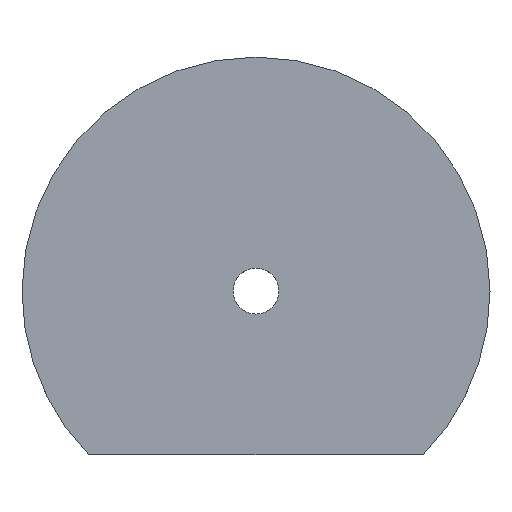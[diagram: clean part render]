
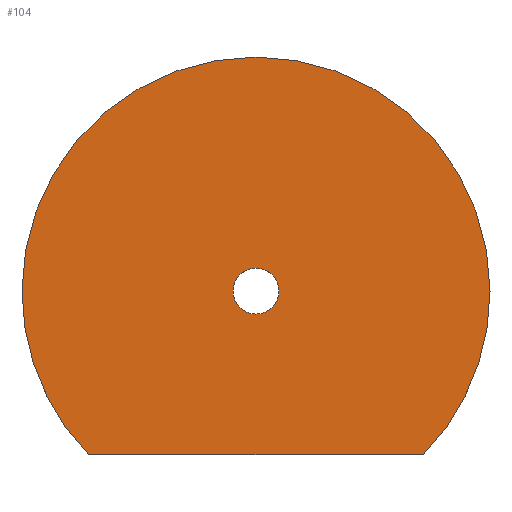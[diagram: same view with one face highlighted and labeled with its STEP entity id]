
A CAD part, top view. The second image highlights one B-rep face of the part: STEP entity #104.
In plain terms, the highlighted planar face has unit normal (0, 0, 1).
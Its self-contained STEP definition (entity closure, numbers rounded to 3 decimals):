
#15 = CIRCLE ( 'NONE', #53, 28. ) ;
#19 = CIRCLE ( 'NONE', #153, 2.75 ) ;
#30 = ORIENTED_EDGE ( 'NONE', *, *, #39, .F. ) ;
#39 = EDGE_CURVE ( 'NONE', #215, #93, #285, .T. ) ;
#40 = CIRCLE ( 'NONE', #62, 28. ) ;
#44 = EDGE_CURVE ( 'NONE', #114, #163, #157, .T. ) ;
#51 = CARTESIAN_POINT ( 'NONE',  ( 20., 19.596, 3. ) ) ;
#53 = AXIS2_PLACEMENT_3D ( 'NONE', #192, #131, #249 ) ;
#61 = DIRECTION ( 'NONE',  ( 1., 0., 0. ) ) ;
#62 = AXIS2_PLACEMENT_3D ( 'NONE', #202, #100, #61 ) ;
#80 = CARTESIAN_POINT ( 'NONE',  ( 20., 19.596, 3. ) ) ;
#91 = EDGE_CURVE ( 'NONE', #163, #99, #15, .T. ) ;
#93 = VERTEX_POINT ( 'NONE', #225 ) ;
#97 = CARTESIAN_POINT ( 'NONE',  ( 20., 19.596, 3. ) ) ;
#98 = CIRCLE ( 'NONE', #138, 28. ) ;
#99 = VERTEX_POINT ( 'NONE', #158 ) ;
#100 = DIRECTION ( 'NONE',  ( 0., 0., 1. ) ) ;
#104 = ADVANCED_FACE ( 'NONE', ( #191, #214 ), #154, .T. ) ;
#109 = ORIENTED_EDGE ( 'NONE', *, *, #91, .T. ) ;
#114 = VERTEX_POINT ( 'NONE', #186 ) ;
#131 = DIRECTION ( 'NONE',  ( 0., 0., 1. ) ) ;
#132 = DIRECTION ( 'NONE',  ( 1., 0., 0. ) ) ;
#138 = AXIS2_PLACEMENT_3D ( 'NONE', #97, #305, #302 ) ;
#153 = AXIS2_PLACEMENT_3D ( 'NONE', #80, #282, #235 ) ;
#154 = PLANE ( 'NONE',  #300 ) ;
#155 = DIRECTION ( 'NONE',  ( 1., 0., 0. ) ) ;
#157 = LINE ( 'NONE', #295, #291 ) ;
#158 = CARTESIAN_POINT ( 'NONE',  ( 48., 19.596, 3. ) ) ;
#163 = VERTEX_POINT ( 'NONE', #276 ) ;
#165 = CARTESIAN_POINT ( 'NONE',  ( -8., 19.596, 3. ) ) ;
#183 = CARTESIAN_POINT ( 'NONE',  ( 20., 19.596, 3. ) ) ;
#186 = CARTESIAN_POINT ( 'NONE',  ( 0., 0., 3. ) ) ;
#191 = FACE_BOUND ( 'NONE', #231, .T. ) ;
#192 = CARTESIAN_POINT ( 'NONE',  ( 20., 19.596, 3. ) ) ;
#202 = CARTESIAN_POINT ( 'NONE',  ( 20., 19.596, 3. ) ) ;
#214 = FACE_OUTER_BOUND ( 'NONE', #223, .T. ) ;
#215 = VERTEX_POINT ( 'NONE', #277 ) ;
#223 = EDGE_LOOP ( 'NONE', ( #109, #268, #299, #264 ) ) ;
#225 = CARTESIAN_POINT ( 'NONE',  ( 17.25, 19.596, 3. ) ) ;
#231 = EDGE_LOOP ( 'NONE', ( #30, #304 ) ) ;
#235 = DIRECTION ( 'NONE',  ( 1., 0., 0. ) ) ;
#245 = DIRECTION ( 'NONE',  ( 0., 0., 1. ) ) ;
#249 = DIRECTION ( 'NONE',  ( 1., 0., 0. ) ) ;
#251 = DIRECTION ( 'NONE',  ( 0., 0., 1. ) ) ;
#253 = VERTEX_POINT ( 'NONE', #165 ) ;
#264 = ORIENTED_EDGE ( 'NONE', *, *, #44, .T. ) ;
#265 = EDGE_CURVE ( 'NONE', #99, #253, #98, .T. ) ;
#268 = ORIENTED_EDGE ( 'NONE', *, *, #265, .T. ) ;
#272 = EDGE_CURVE ( 'NONE', #93, #215, #19, .T. ) ;
#276 = CARTESIAN_POINT ( 'NONE',  ( 40., 0., 3. ) ) ;
#277 = CARTESIAN_POINT ( 'NONE',  ( 22.75, 19.596, 3. ) ) ;
#282 = DIRECTION ( 'NONE',  ( 0., 0., 1. ) ) ;
#285 = CIRCLE ( 'NONE', #289, 2.75 ) ;
#289 = AXIS2_PLACEMENT_3D ( 'NONE', #51, #251, #155 ) ;
#291 = VECTOR ( 'NONE', #301, 1000. ) ;
#295 = CARTESIAN_POINT ( 'NONE',  ( 0., 0., 3. ) ) ;
#299 = ORIENTED_EDGE ( 'NONE', *, *, #313, .T. ) ;
#300 = AXIS2_PLACEMENT_3D ( 'NONE', #183, #245, #132 ) ;
#301 = DIRECTION ( 'NONE',  ( 1., 0., 0. ) ) ;
#302 = DIRECTION ( 'NONE',  ( 1., 0., 0. ) ) ;
#304 = ORIENTED_EDGE ( 'NONE', *, *, #272, .F. ) ;
#305 = DIRECTION ( 'NONE',  ( 0., 0., 1. ) ) ;
#313 = EDGE_CURVE ( 'NONE', #253, #114, #40, .T. ) ;
